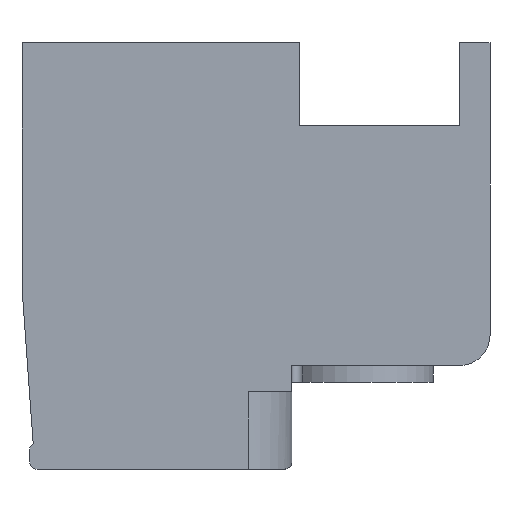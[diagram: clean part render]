
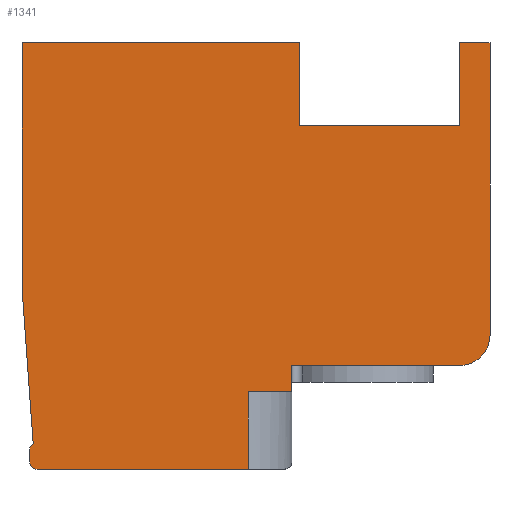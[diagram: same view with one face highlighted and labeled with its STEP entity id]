
A CAD part, front view. The second image highlights one B-rep face of the part: STEP entity #1341.
In plain terms, the highlighted planar face has unit normal (0, -1, 0).
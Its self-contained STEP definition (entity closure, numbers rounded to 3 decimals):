
#1=DIRECTION('',(0.,0.,1.));
#2=VECTOR('',#1,2.05);
#3=CARTESIAN_POINT('',(-0.15,0.,-6.175));
#4=LINE('',#3,#2);
#5=DIRECTION('',(-1.,0.,0.));
#6=VECTOR('',#5,5.6);
#7=CARTESIAN_POINT('',(-0.15,0.,-6.175));
#8=LINE('',#7,#6);
#9=CARTESIAN_POINT('',(-5.75,0.,-5.975));
#10=DIRECTION('',(0.,1.,0.));
#11=DIRECTION('',(0.,0.,-1.));
#12=AXIS2_PLACEMENT_3D('',#9,#10,#11);
#14=DIRECTION('',(0.,0.,1.));
#15=VECTOR('',#14,0.3);
#16=CARTESIAN_POINT('',(-5.95,0.,-5.975));
#17=LINE('',#16,#15);
#18=CARTESIAN_POINT('',(-5.75,0.,-5.675));
#19=DIRECTION('',(0.,1.,0.));
#20=DIRECTION('',(-1.,0.,0.));
#21=AXIS2_PLACEMENT_3D('',#18,#19,#20);
#23=DIRECTION('',(-0.072,0.,0.997));
#24=VECTOR('',#23,4.13);
#25=CARTESIAN_POINT('',(-5.854,0.,-5.504));
#26=LINE('',#25,#24);
#27=DIRECTION('',(0.,0.,1.));
#28=VECTOR('',#27,6.51);
#29=CARTESIAN_POINT('',(-6.15,0.,-1.385));
#30=LINE('',#29,#28);
#31=DIRECTION('',(1.,0.,0.));
#32=VECTOR('',#31,7.35);
#33=CARTESIAN_POINT('',(-6.15,0.,5.125));
#34=LINE('',#33,#32);
#35=DIRECTION('',(0.,0.,-1.));
#36=VECTOR('',#35,2.2);
#37=CARTESIAN_POINT('',(1.2,0.,5.125));
#38=LINE('',#37,#36);
#39=DIRECTION('',(1.,0.,0.));
#40=VECTOR('',#39,4.25);
#41=CARTESIAN_POINT('',(1.2,0.,2.925));
#42=LINE('',#41,#40);
#43=DIRECTION('',(0.,0.,1.));
#44=VECTOR('',#43,2.2);
#45=CARTESIAN_POINT('',(5.45,0.,2.925));
#46=LINE('',#45,#44);
#47=DIRECTION('',(1.,0.,0.));
#48=VECTOR('',#47,0.8);
#49=CARTESIAN_POINT('',(5.45,0.,5.125));
#50=LINE('',#49,#48);
#51=DIRECTION('',(0.,0.,-1.));
#52=VECTOR('',#51,7.75);
#53=CARTESIAN_POINT('',(6.25,0.,5.125));
#54=LINE('',#53,#52);
#55=CARTESIAN_POINT('',(5.45,0.,-2.625));
#56=DIRECTION('',(0.,1.,0.));
#57=DIRECTION('',(1.,0.,0.));
#58=AXIS2_PLACEMENT_3D('',#55,#56,#57);
#60=DIRECTION('',(-1.,0.,0.));
#61=VECTOR('',#60,4.45);
#62=CARTESIAN_POINT('',(5.45,0.,-3.425));
#63=LINE('',#62,#61);
#64=DIRECTION('',(0.,0.,-1.));
#65=VECTOR('',#64,0.7);
#66=CARTESIAN_POINT('',(1.,0.,-3.425));
#67=LINE('',#66,#65);
#68=DIRECTION('',(1.,0.,0.));
#69=VECTOR('',#68,1.15);
#70=CARTESIAN_POINT('',(-0.15,0.,-4.125));
#71=LINE('',#70,#69);
#1012=CARTESIAN_POINT('',(6.25,0.,5.125));
#1013=CARTESIAN_POINT('',(6.25,0.,-2.625));
#1014=VERTEX_POINT('',#1012);
#1015=VERTEX_POINT('',#1013);
#1016=CARTESIAN_POINT('',(5.45,0.,-3.425));
#1017=VERTEX_POINT('',#1016);
#1018=CARTESIAN_POINT('',(1.,0.,-3.425));
#1019=VERTEX_POINT('',#1018);
#1020=CARTESIAN_POINT('',(-5.75,0.,-6.175));
#1021=CARTESIAN_POINT('',(-5.95,0.,-5.975));
#1022=VERTEX_POINT('',#1020);
#1023=VERTEX_POINT('',#1021);
#1024=CARTESIAN_POINT('',(-5.95,0.,-5.675));
#1025=VERTEX_POINT('',#1024);
#1026=CARTESIAN_POINT('',(-5.854,0.,-5.504));
#1027=VERTEX_POINT('',#1026);
#1028=CARTESIAN_POINT('',(-6.15,0.,-1.385));
#1029=VERTEX_POINT('',#1028);
#1030=CARTESIAN_POINT('',(-6.15,0.,5.125));
#1031=VERTEX_POINT('',#1030);
#1032=CARTESIAN_POINT('',(1.2,0.,5.125));
#1033=CARTESIAN_POINT('',(1.2,0.,2.925));
#1034=VERTEX_POINT('',#1032);
#1035=VERTEX_POINT('',#1033);
#1036=CARTESIAN_POINT('',(5.45,0.,2.925));
#1037=VERTEX_POINT('',#1036);
#1038=CARTESIAN_POINT('',(5.45,0.,5.125));
#1039=VERTEX_POINT('',#1038);
#1270=CARTESIAN_POINT('',(-0.15,0.,-6.175));
#1271=CARTESIAN_POINT('',(-0.15,0.,-4.125));
#1272=VERTEX_POINT('',#1270);
#1273=VERTEX_POINT('',#1271);
#1274=CARTESIAN_POINT('',(1.,0.,-4.125));
#1275=VERTEX_POINT('',#1274);
#1300=CARTESIAN_POINT('',(0.,0.,0.));
#1301=DIRECTION('',(0.,1.,0.));
#1302=DIRECTION('',(1.,0.,0.));
#1303=AXIS2_PLACEMENT_3D('',#1300,#1301,#1302);
#1304=PLANE('',#1303);
#1306=ORIENTED_EDGE('',*,*,#1305,.F.);
#1308=ORIENTED_EDGE('',*,*,#1307,.T.);
#1310=ORIENTED_EDGE('',*,*,#1309,.T.);
#1312=ORIENTED_EDGE('',*,*,#1311,.T.);
#1314=ORIENTED_EDGE('',*,*,#1313,.T.);
#1316=ORIENTED_EDGE('',*,*,#1315,.T.);
#1318=ORIENTED_EDGE('',*,*,#1317,.T.);
#1320=ORIENTED_EDGE('',*,*,#1319,.T.);
#1322=ORIENTED_EDGE('',*,*,#1321,.T.);
#1324=ORIENTED_EDGE('',*,*,#1323,.T.);
#1326=ORIENTED_EDGE('',*,*,#1325,.T.);
#1328=ORIENTED_EDGE('',*,*,#1327,.T.);
#1330=ORIENTED_EDGE('',*,*,#1329,.T.);
#1332=ORIENTED_EDGE('',*,*,#1331,.T.);
#1334=ORIENTED_EDGE('',*,*,#1333,.T.);
#1336=ORIENTED_EDGE('',*,*,#1335,.T.);
#1338=ORIENTED_EDGE('',*,*,#1337,.F.);
#1339=EDGE_LOOP('',(#1306,#1308,#1310,#1312,#1314,#1316,#1318,#1320,#1322,#1324,
#1326,#1328,#1330,#1332,#1334,#1336,#1338));
#1340=FACE_OUTER_BOUND('',#1339,.F.);
#1341=ADVANCED_FACE('',(#1340),#1304,.F.);
#13=CIRCLE('',#12,0.2);
#22=CIRCLE('',#21,0.2);
#59=CIRCLE('',#58,0.8);
#1305=EDGE_CURVE('',#1272,#1273,#4,.T.);
#1307=EDGE_CURVE('',#1272,#1022,#8,.T.);
#1309=EDGE_CURVE('',#1022,#1023,#13,.T.);
#1311=EDGE_CURVE('',#1023,#1025,#17,.T.);
#1313=EDGE_CURVE('',#1025,#1027,#22,.T.);
#1315=EDGE_CURVE('',#1027,#1029,#26,.T.);
#1317=EDGE_CURVE('',#1029,#1031,#30,.T.);
#1319=EDGE_CURVE('',#1031,#1034,#34,.T.);
#1321=EDGE_CURVE('',#1034,#1035,#38,.T.);
#1323=EDGE_CURVE('',#1035,#1037,#42,.T.);
#1325=EDGE_CURVE('',#1037,#1039,#46,.T.);
#1327=EDGE_CURVE('',#1039,#1014,#50,.T.);
#1329=EDGE_CURVE('',#1014,#1015,#54,.T.);
#1331=EDGE_CURVE('',#1015,#1017,#59,.T.);
#1333=EDGE_CURVE('',#1017,#1019,#63,.T.);
#1335=EDGE_CURVE('',#1019,#1275,#67,.T.);
#1337=EDGE_CURVE('',#1273,#1275,#71,.T.);
